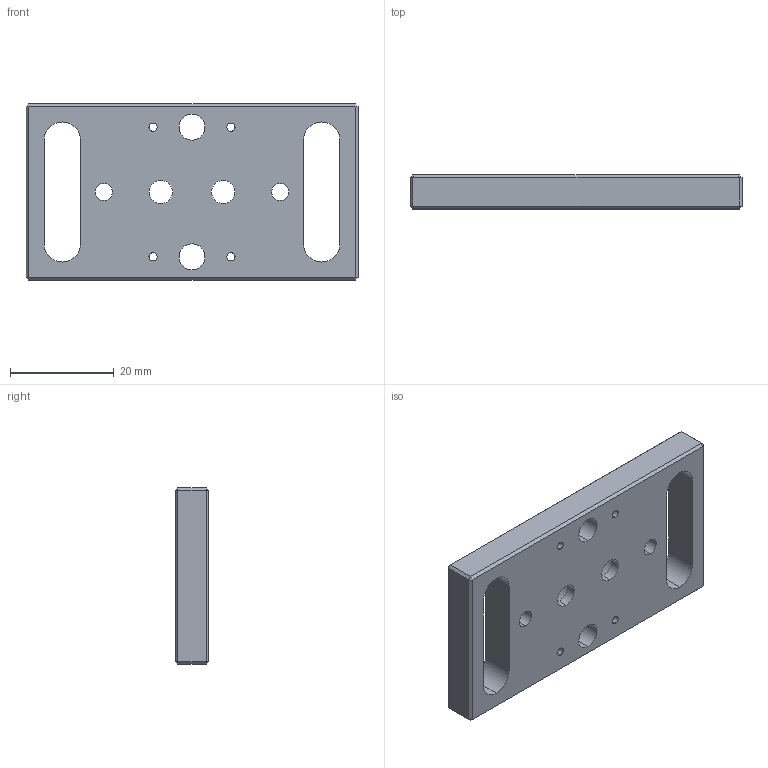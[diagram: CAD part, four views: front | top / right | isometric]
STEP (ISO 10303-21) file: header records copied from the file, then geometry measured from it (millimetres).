
FILE_DESCRIPTION (( 'STEP AP203' ), '1' );
FILE_NAME ('BP-10.step', '2019-05-09T08:55:18', ( '' ), ( '' ), 'SwSTEP 2.0', 'SolidWorks 2016', '' );
FILE_SCHEMA (( 'CONFIG_CONTROL_DESIGN' ));
Length unit declared in the file: millimetre
Products named in the file (1): BP-10
Bounding box: 64 x 6.5 x 34 mm (x, y, z)
Volume: 10830.4 mm3; surface area: 6156.7 mm2
Topology: 1 solids, 1 shells, 62 faces, 158 edges, 100 vertices
Faces by surface type: plane 32, cylinder 30
Entity records: 1999 total; most frequent: DIRECTION 344, CARTESIAN_POINT 321, ORIENTED_EDGE 316, EDGE_CURVE 158, AXIS2_PLACEMENT_3D 123, VERTEX_POINT 100, LINE 98, VECTOR 98
